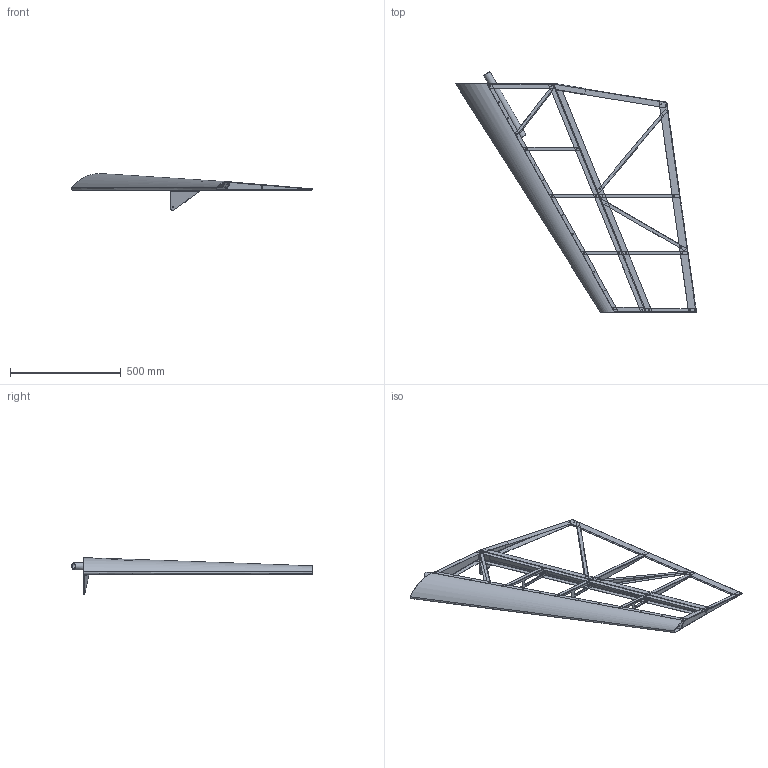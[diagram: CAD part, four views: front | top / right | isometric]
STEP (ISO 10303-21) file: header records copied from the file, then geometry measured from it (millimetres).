
FILE_DESCRIPTION(('FreeCAD Model'),'2;1');
FILE_NAME('Open CASCADE Shape Model','2025-04-26T23:58:52',('FreeCAD'),( 'FreeCAD'),'Open CASCADE STEP processor 7.6','FreeCAD','Unknown');
FILE_SCHEMA(('AUTOMOTIVE_DESIGN { 1 0 10303 214 1 1 1 1 }'));
Products named in the file (1): Open CASCADE STEP translator 7.6 1
Bounding box: 1087.9 x 1084.85 x 165.37 mm (x, y, z)
Volume: 649419 mm3; surface area: 1719812.5 mm2
Topology: 20 solids, 20 shells, 1018 faces, 2658 edges, 1680 vertices
Faces by surface type: bspline 1018
Entity records: 36630 total; most frequent: CARTESIAN_POINT 20597, ORIENTED_EDGE 5316, EDGE_CURVE 2658, B_SPLINE_CURVE_WITH_KNOTS 1833, VERTEX_POINT 1680, FACE_BOUND 1478, EDGE_LOOP 1478, ADVANCED_FACE 1018
